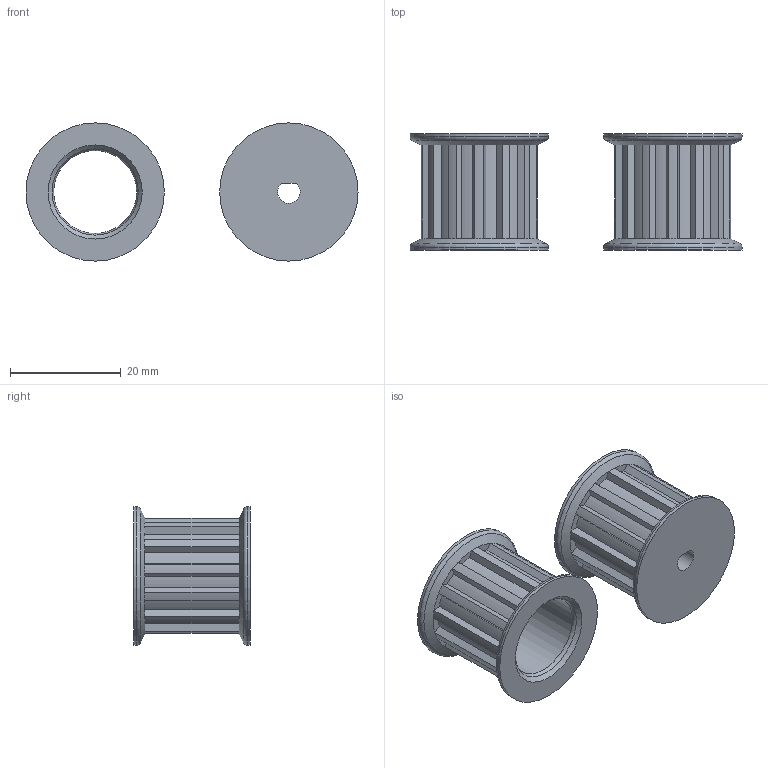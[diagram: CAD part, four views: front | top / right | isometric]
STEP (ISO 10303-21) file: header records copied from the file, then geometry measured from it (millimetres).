
FILE_DESCRIPTION(/* description */ (''),/* implementation_level */ '2;1');
FILE_NAME(/* name */ 'Pulley 8mm IGNIS v7 v11.step',/* time_stamp */ '2024-05-23T04:26:16-03:00',/* author */ (''),/* organization */ (''),/* preprocessor_version */ 'ST-DEVELOPER v20',/* originating_system */ 'Autodesk Translation Framework v13.14.0.145',/* authorisation */ '');
FILE_SCHEMA (('AUTOMOTIVE_DESIGN { 1 0 10303 214 3 1 1 }'));
Length unit declared in the file: millimetre
Products named in the file (1): Pulley 8mm IGNIS v7
Bounding box: 60 x 21 x 25 mm (x, y, z)
Volume: 9828.6 mm3; surface area: 6722.9 mm2
Topology: 2 solids, 2 shells, 179 faces, 421 edges, 246 vertices
Faces by surface type: plane 109, cylinder 58, torus 6, cone 6
Full cylindrical faces by diameter (mm): 15 x1, 25 x4
Entity records: 5121 total; most frequent: DIRECTION 979, CARTESIAN_POINT 847, ORIENTED_EDGE 842, EDGE_CURVE 421, AXIS2_PLACEMENT_3D 378, VERTEX_POINT 246, LINE 223, VECTOR 223
